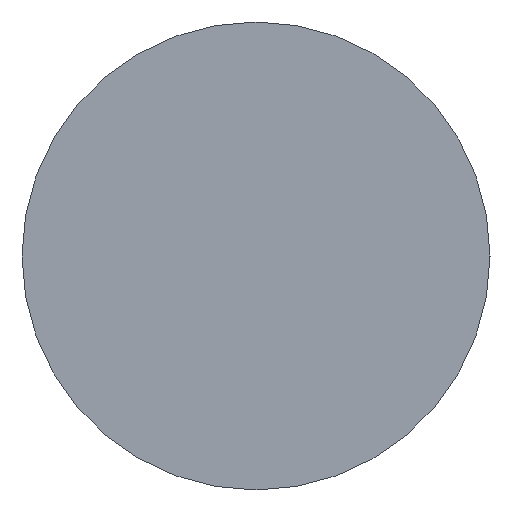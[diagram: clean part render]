
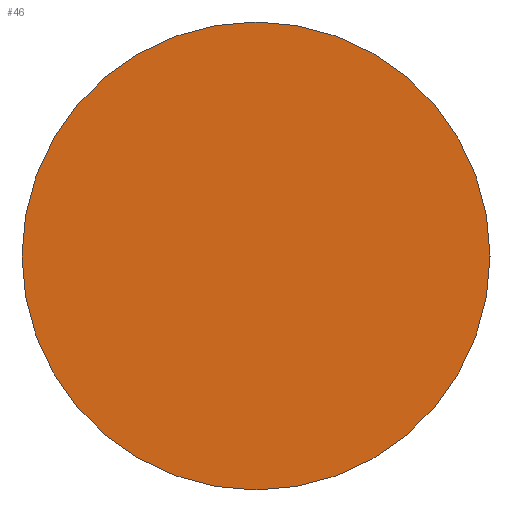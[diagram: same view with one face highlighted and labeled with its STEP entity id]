
A CAD part, left-side view. The second image highlights one B-rep face of the part: STEP entity #46.
In plain terms, the highlighted planar face has unit normal (-1, 0, 0).
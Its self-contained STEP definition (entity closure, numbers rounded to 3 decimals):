
#2 = CARTESIAN_POINT ( 'NONE',  ( 0., 0., 12.7 ) ) ;
#4 = CARTESIAN_POINT ( 'NONE',  ( 0., 0., 0. ) ) ;
#5 = EDGE_CURVE ( 'NONE', #145, #62, #12, .T. ) ;
#9 = ORIENTED_EDGE ( 'NONE', *, *, #164, .T. ) ;
#12 = CIRCLE ( 'NONE', #80, 12.7 ) ;
#13 = DIRECTION ( 'NONE',  ( -1., 0., 0. ) ) ;
#40 = CIRCLE ( 'NONE', #157, 12.7 ) ;
#43 = DIRECTION ( 'NONE',  ( -1., 0., 0. ) ) ;
#46 = ADVANCED_FACE ( 'NONE', ( #83 ), #141, .F. ) ;
#62 = VERTEX_POINT ( 'NONE', #2 ) ;
#67 = DIRECTION ( 'NONE',  ( 1., 0., 0. ) ) ;
#75 = AXIS2_PLACEMENT_3D ( 'NONE', #155, #67, #127 ) ;
#80 = AXIS2_PLACEMENT_3D ( 'NONE', #4, #13, #143 ) ;
#83 = FACE_OUTER_BOUND ( 'NONE', #109, .T. ) ;
#88 = CARTESIAN_POINT ( 'NONE',  ( 0., 0., -12.7 ) ) ;
#109 = EDGE_LOOP ( 'NONE', ( #9, #113 ) ) ;
#113 = ORIENTED_EDGE ( 'NONE', *, *, #5, .T. ) ;
#119 = DIRECTION ( 'NONE',  ( 0., 0., 1. ) ) ;
#127 = DIRECTION ( 'NONE',  ( 0., 0., -1. ) ) ;
#133 = CARTESIAN_POINT ( 'NONE',  ( 0., 0., 0. ) ) ;
#141 = PLANE ( 'NONE',  #75 ) ;
#143 = DIRECTION ( 'NONE',  ( 0., 0., 1. ) ) ;
#145 = VERTEX_POINT ( 'NONE', #88 ) ;
#155 = CARTESIAN_POINT ( 'NONE',  ( 0., 0., 0. ) ) ;
#157 = AXIS2_PLACEMENT_3D ( 'NONE', #133, #43, #119 ) ;
#164 = EDGE_CURVE ( 'NONE', #62, #145, #40, .T. ) ;
